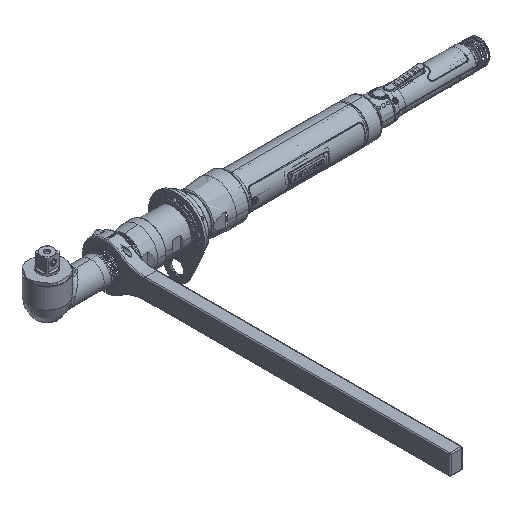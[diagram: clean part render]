
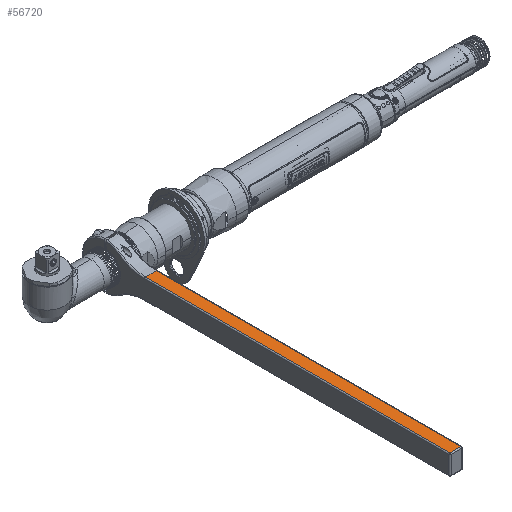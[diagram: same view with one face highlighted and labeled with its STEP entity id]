
A CAD part, isometric view. The second image highlights one B-rep face of the part: STEP entity #56720.
In plain terms, the highlighted planar face has unit normal (0, 0, 1).
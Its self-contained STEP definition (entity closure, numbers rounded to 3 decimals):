
#54696=DIRECTION('',(0.,-1.,0.));
#54697=VECTOR('',#54696,17.651);
#54698=CARTESIAN_POINT('',(-6.53,-2.289,
0.588));
#54699=LINE('',#54698,#54697);
#54717=DIRECTION('',(1.,0.,0.));
#54718=VECTOR('',#54717,0.63);
#54719=CARTESIAN_POINT('',(-6.53,-2.289,
0.588));
#54720=LINE('',#54719,#54718);
#54733=DIRECTION('',(-1.,0.,0.));
#54734=VECTOR('',#54733,0.63);
#54735=CARTESIAN_POINT('',(-5.899,-19.94,
0.588));
#54736=LINE('',#54735,#54734);
#55855=DIRECTION('',(0.,1.,0.));
#55856=VECTOR('',#55855,17.651);
#55857=CARTESIAN_POINT('',(-5.899,-19.94,
0.588));
#55858=LINE('',#55857,#55856);
#56432=CARTESIAN_POINT('',(-5.899,-19.94,
0.588));
#56433=CARTESIAN_POINT('',(-6.529,-19.94,
0.588));
#56434=VERTEX_POINT('',#56432);
#56435=VERTEX_POINT('',#56433);
#56436=CARTESIAN_POINT('',(-6.53,-2.289,
0.588));
#56437=VERTEX_POINT('',#56436);
#56468=CARTESIAN_POINT('',(-5.9,-2.289,
0.588));
#56469=VERTEX_POINT('',#56468);
#56706=CARTESIAN_POINT('',(-6.59,-2.289,
0.588));
#56707=DIRECTION('',(0.,0.,1.));
#56708=DIRECTION('',(0.,-1.,0.));
#56709=AXIS2_PLACEMENT_3D('',#56706,#56707,#56708);
#56710=PLANE('',#56709);
#56712=ORIENTED_EDGE('',*,*,#56711,.T.);
#56713=ORIENTED_EDGE('',*,*,#56696,.F.);
#56715=ORIENTED_EDGE('',*,*,#56714,.T.);
#56717=ORIENTED_EDGE('',*,*,#56716,.F.);
#56718=EDGE_LOOP('',(#56712,#56713,#56715,#56717));
#56719=FACE_OUTER_BOUND('',#56718,.F.);
#56720=ADVANCED_FACE('',(#56719),#56710,.T.);
#56696=EDGE_CURVE('',#56437,#56435,#54699,.T.);
#56711=EDGE_CURVE('',#56434,#56435,#54736,.T.);
#56714=EDGE_CURVE('',#56437,#56469,#54720,.T.);
#56716=EDGE_CURVE('',#56434,#56469,#55858,.T.);
